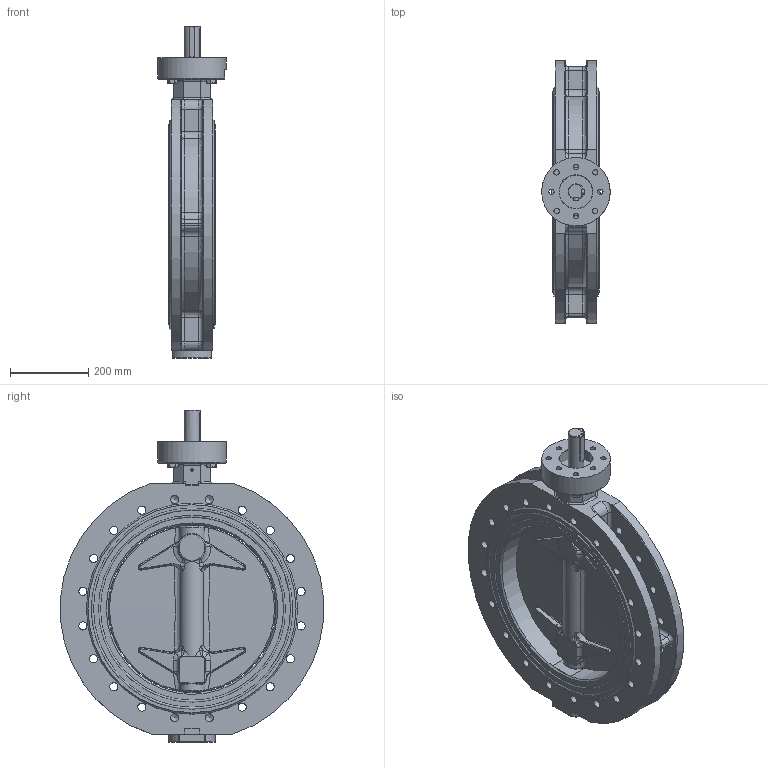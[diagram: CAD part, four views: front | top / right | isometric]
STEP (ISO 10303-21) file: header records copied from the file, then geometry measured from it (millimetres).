
FILE_DESCRIPTION((''),'2;1');
FILE_NAME('F012-K1 DN450.stp','2007-09-27T11:36:46',('hellwig'),(''),'Autodesk Inventor 11','Autodesk Inventor 11','');
FILE_SCHEMA(('AUTOMOTIVE_DESIGN { 1 0 10303 214 1 1 1 1 }'));
Length unit declared in the file: millimetre
Products named in the file (1): Bauteil37
Bounding box: 174.71 x 672.91 x 849.1 mm (x, y, z)
Volume: 20061243.9 mm3; surface area: 1863640.7 mm2
Topology: 1 solids, 21 shells, 1564 faces, 3932 edges, 2430 vertices
Faces by surface type: bspline 587, plane 512, cylinder 307, cone 89, torus 59, sphere 10
Full cylindrical faces by diameter (mm): 8 x4, 10 x1, 13 x4, 14.917 x4, 16 x4, 20.752 x20, 22 x4, 25 x1, 30 x2, 40 x10, 40.1 x7, 42.5 x1, 45.7 x6, 46 x5, 46.3 x3, 47 x2, 48 x1, 50 x3, 64.5 x1, 65 x2, 74 x2, 80 x1, 82 x1, 85 x1, 100 x1, 175 x1, 450.1 x1, 496 x1, 501 x1, 514 x1
Entity records: 73204 total; most frequent: CARTESIAN_POINT 40884, ORIENTED_EDGE 6980, DIRECTION 5642, EDGE_CURVE 3490, VERTEX_POINT 2288, AXIS2_PLACEMENT_3D 2143, EDGE_LOOP 2025, FACE_OUTER_BOUND 1564
